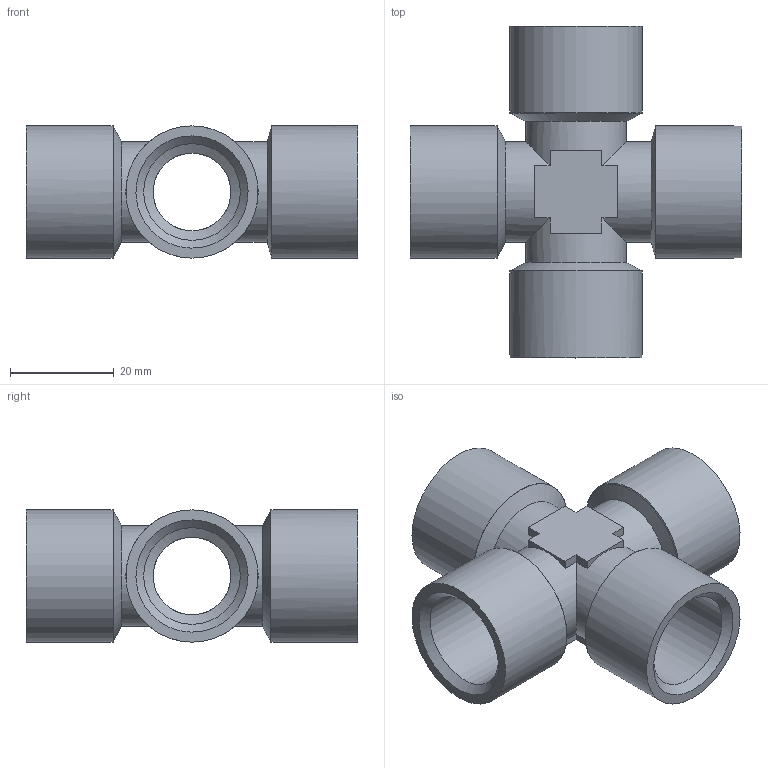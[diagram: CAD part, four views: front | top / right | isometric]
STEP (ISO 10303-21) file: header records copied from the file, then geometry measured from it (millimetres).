
FILE_DESCRIPTION (( 'STEP AP214' ), '1' );
FILE_NAME ('0602000010500A.STEP', '2013-08-08T05:51:53', ( 'ST01' ), ( '' ), 'SwSTEP 2.0', 'SolidWorks 2012', '' );
FILE_SCHEMA (( 'AUTOMOTIVE_DESIGN' ));
Length unit declared in the file: millimetre
Products named in the file (1): 0602000010500A
Bounding box: 64 x 64 x 25.5 mm (x, y, z)
Volume: 21550.7 mm3; surface area: 15146.7 mm2
Topology: 1 solids, 1 shells, 66 faces, 172 edges, 106 vertices
Faces by surface type: plane 30, cylinder 16, cone 12, bspline 8
Full cylindrical faces by diameter (mm): 15 x4, 18.631 x4, 19.3 x4, 25.5 x4
Entity records: 2891 total; most frequent: CARTESIAN_POINT 1463, ORIENTED_EDGE 284, DIRECTION 250, EDGE_CURVE 142, VERTEX_POINT 104, EDGE_LOOP 98, AXIS2_PLACEMENT_3D 93, FACE_OUTER_BOUND 82
